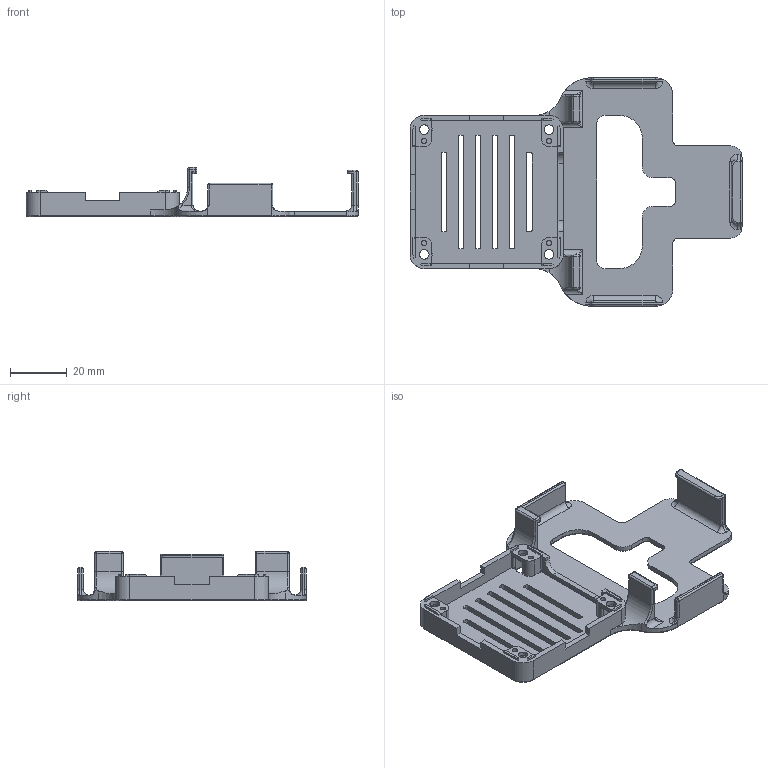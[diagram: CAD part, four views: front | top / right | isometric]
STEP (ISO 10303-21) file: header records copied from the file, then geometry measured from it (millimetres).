
FILE_DESCRIPTION(/* description */ (''),/* implementation_level */ '2;1');
FILE_NAME(/* name */ 'M5BBQ20_024.stp',/* time_stamp */ '2022-05-31T18:49:19+09:00',/* author */ (''),/* organization */ (''),/* preprocessor_version */ 'ST-DEVELOPER v15.2',/* originating_system */ 'Autodesk Translator Framework v2.0.0.5431',/* authorisation */ '');
FILE_SCHEMA (('AUTOMOTIVE_DESIGN { 1 0 10303 214 3 1 1 }'));
Length unit declared in the file: centimetre
Products named in the file (1): M5BBQ20_024_
Bounding box: 117 x 80.5 x 17.4 mm (x, y, z)
Volume: 16041.7 mm3; surface area: 17775.4 mm2
Topology: 1 solids, 1 shells, 407 faces, 1043 edges, 642 vertices
Faces by surface type: cylinder 171, plane 162, torus 44, sphere 22, bspline 8
Full cylindrical faces by diameter (mm): 1.8 x4, 3.4 x4, 5.6 x4
Entity records: 12623 total; most frequent: CARTESIAN_POINT 2604, DIRECTION 2168, ORIENTED_EDGE 2038, EDGE_CURVE 1019, AXIS2_PLACEMENT_3D 790, VERTEX_POINT 638, LINE 588, VECTOR 588
